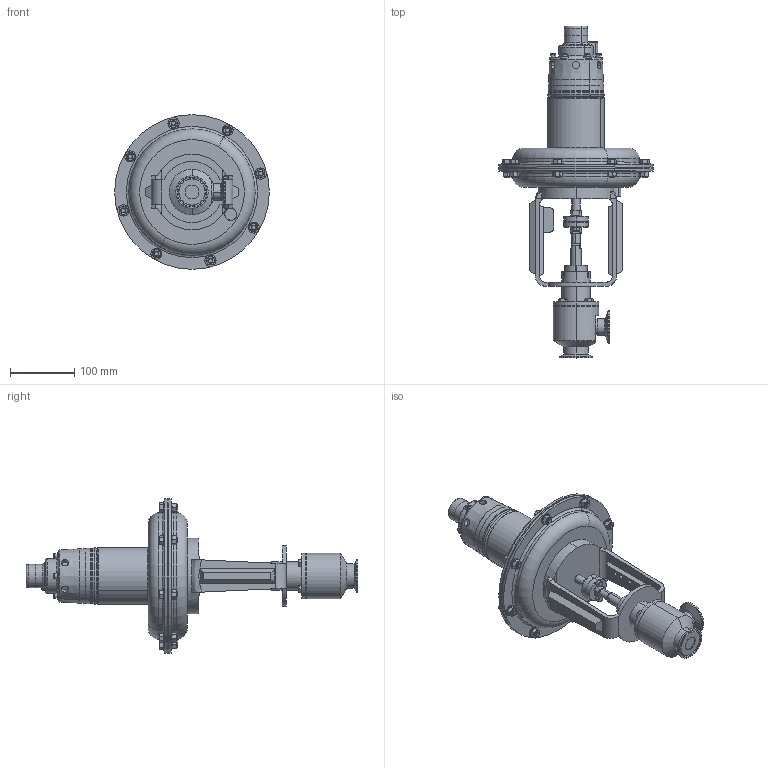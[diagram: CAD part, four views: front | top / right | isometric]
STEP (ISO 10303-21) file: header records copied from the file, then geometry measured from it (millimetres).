
FILE_DESCRIPTION (( 'STEP AP203' ), '1' );
FILE_NAME ('978ETP-100-JD-35M.STEP', '2017-06-12T19:34:21', ( '' ), ( '' ), 'SwSTEP 2.0', 'SolidWorks 2014', '' );
FILE_SCHEMA (( 'CONFIG_CONTROL_DESIGN' ));
Length unit declared in the file: inch
Products named in the file (2): 978ETP-100-JD-35M
Bounding box: 241.3 x 518.25 x 241.3 mm (x, y, z)
Volume: 3688731.2 mm3; surface area: 323312.9 mm2
Topology: 2 solids, 2 shells, 998 faces, 2319 edges, 1407 vertices
Faces by surface type: plane 428, cone 280, cylinder 227, torus 52, bspline 11
Entity records: 30789 total; most frequent: CARTESIAN_POINT 8144, DIRECTION 4795, ORIENTED_EDGE 4614, EDGE_CURVE 2307, AXIS2_PLACEMENT_3D 1944, VERTEX_POINT 1407, EDGE_LOOP 1120, FACE_OUTER_BOUND 998
